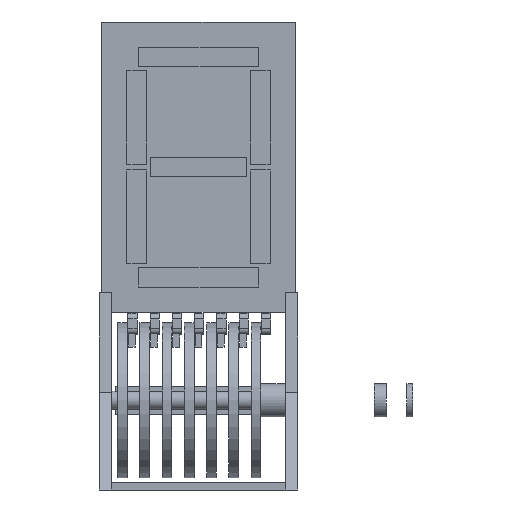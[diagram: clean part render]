
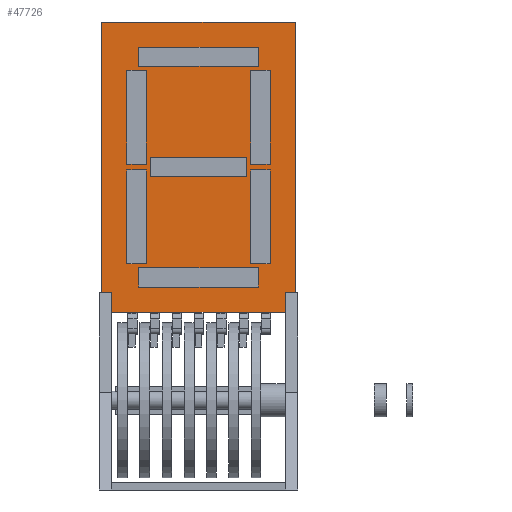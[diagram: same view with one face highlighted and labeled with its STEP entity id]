
A CAD part, front view. The second image highlights one B-rep face of the part: STEP entity #47726.
In plain terms, the highlighted planar face has unit normal (0, -1, 0).
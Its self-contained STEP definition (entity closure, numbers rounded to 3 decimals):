
#5071=FACE_BOUND('',#8052,.T.);
#5072=FACE_BOUND('',#8053,.T.);
#5073=FACE_BOUND('',#8054,.T.);
#5074=FACE_BOUND('',#8055,.T.);
#5075=FACE_BOUND('',#8056,.T.);
#5076=FACE_BOUND('',#8057,.T.);
#5077=FACE_BOUND('',#8058,.T.);
#5336=FACE_OUTER_BOUND('',#8051,.T.);
#8051=EDGE_LOOP('',(#32051,#32052,#32053,#32054));
#8052=EDGE_LOOP('',(#32055,#32056,#32057,#32058));
#8053=EDGE_LOOP('',(#32059,#32060,#32061,#32062));
#8054=EDGE_LOOP('',(#32063,#32064,#32065,#32066));
#8055=EDGE_LOOP('',(#32067,#32068,#32069,#32070));
#8056=EDGE_LOOP('',(#32071,#32072,#32073,#32074));
#8057=EDGE_LOOP('',(#32075,#32076,#32077,#32078));
#8058=EDGE_LOOP('',(#32079,#32080,#32081,#32082));
#10925=LINE('',#60994,#15151);
#10929=LINE('',#61002,#15155);
#10932=LINE('',#61008,#15158);
#10935=LINE('',#61015,#15161);
#10939=LINE('',#61023,#15165);
#10942=LINE('',#61029,#15168);
#10945=LINE('',#61036,#15171);
#10949=LINE('',#61045,#15175);
#10953=LINE('',#61052,#15179);
#10960=LINE('',#61067,#15186);
#10964=LINE('',#61076,#15190);
#10968=LINE('',#61083,#15194);
#10975=LINE('',#61098,#15201);
#10979=LINE('',#61106,#15205);
#10982=LINE('',#61112,#15208);
#10985=LINE('',#61119,#15211);
#10989=LINE('',#61127,#15215);
#10992=LINE('',#61133,#15218);
#10995=LINE('',#61140,#15221);
#10999=LINE('',#61149,#15225);
#11003=LINE('',#61156,#15229);
#11021=LINE('',#61190,#15247);
#11033=LINE('',#61213,#15259);
#11044=LINE('',#61234,#15270);
#11053=LINE('',#61251,#15279);
#11064=LINE('',#61272,#15290);
#11073=LINE('',#61289,#15299);
#11083=LINE('',#61307,#15309);
#11101=LINE('',#61341,#15327);
#11102=LINE('',#61343,#15328);
#11103=LINE('',#61345,#15329);
#11104=LINE('',#61346,#15330);
#15151=VECTOR('',#52714,10.);
#15155=VECTOR('',#52720,10.);
#15158=VECTOR('',#52725,10.);
#15161=VECTOR('',#52730,10.);
#15165=VECTOR('',#52736,10.);
#15168=VECTOR('',#52741,10.);
#15171=VECTOR('',#52746,10.);
#15175=VECTOR('',#52752,10.);
#15179=VECTOR('',#52758,10.);
#15186=VECTOR('',#52769,10.);
#15190=VECTOR('',#52775,10.);
#15194=VECTOR('',#52781,10.);
#15201=VECTOR('',#52792,10.);
#15205=VECTOR('',#52798,10.);
#15208=VECTOR('',#52803,10.);
#15211=VECTOR('',#52808,10.);
#15215=VECTOR('',#52814,10.);
#15218=VECTOR('',#52819,10.);
#15221=VECTOR('',#52824,10.);
#15225=VECTOR('',#52830,10.);
#15229=VECTOR('',#52836,10.);
#15247=VECTOR('',#52862,10.);
#15259=VECTOR('',#52882,10.);
#15270=VECTOR('',#52899,10.);
#15279=VECTOR('',#52914,10.);
#15290=VECTOR('',#52931,10.);
#15299=VECTOR('',#52946,10.);
#15309=VECTOR('',#52962,10.);
#15327=VECTOR('',#53000,10.);
#15328=VECTOR('',#53001,10.);
#15329=VECTOR('',#53002,10.);
#15330=VECTOR('',#53003,10.);
#19377=VERTEX_POINT('',#60992);
#19378=VERTEX_POINT('',#60993);
#19381=VERTEX_POINT('',#61001);
#19383=VERTEX_POINT('',#61007);
#19385=VERTEX_POINT('',#61013);
#19386=VERTEX_POINT('',#61014);
#19389=VERTEX_POINT('',#61022);
#19391=VERTEX_POINT('',#61028);
#19393=VERTEX_POINT('',#61034);
#19394=VERTEX_POINT('',#61035);
#19397=VERTEX_POINT('',#61043);
#19398=VERTEX_POINT('',#61044);
#19405=VERTEX_POINT('',#61065);
#19406=VERTEX_POINT('',#61066);
#19409=VERTEX_POINT('',#61074);
#19410=VERTEX_POINT('',#61075);
#19417=VERTEX_POINT('',#61096);
#19418=VERTEX_POINT('',#61097);
#19421=VERTEX_POINT('',#61105);
#19423=VERTEX_POINT('',#61111);
#19425=VERTEX_POINT('',#61117);
#19426=VERTEX_POINT('',#61118);
#19429=VERTEX_POINT('',#61126);
#19431=VERTEX_POINT('',#61132);
#19433=VERTEX_POINT('',#61138);
#19434=VERTEX_POINT('',#61139);
#19437=VERTEX_POINT('',#61147);
#19438=VERTEX_POINT('',#61148);
#19493=VERTEX_POINT('',#61339);
#19494=VERTEX_POINT('',#61340);
#19495=VERTEX_POINT('',#61342);
#19496=VERTEX_POINT('',#61344);
#24292=EDGE_CURVE('',#19377,#19378,#10925,.T.);
#24296=EDGE_CURVE('',#19378,#19381,#10929,.T.);
#24299=EDGE_CURVE('',#19381,#19383,#10932,.T.);
#24302=EDGE_CURVE('',#19385,#19386,#10935,.T.);
#24306=EDGE_CURVE('',#19386,#19389,#10939,.T.);
#24309=EDGE_CURVE('',#19389,#19391,#10942,.T.);
#24312=EDGE_CURVE('',#19393,#19394,#10945,.T.);
#24316=EDGE_CURVE('',#19397,#19398,#10949,.T.);
#24320=EDGE_CURVE('',#19398,#19393,#10953,.T.);
#24327=EDGE_CURVE('',#19405,#19406,#10960,.T.);
#24331=EDGE_CURVE('',#19409,#19410,#10964,.T.);
#24335=EDGE_CURVE('',#19410,#19405,#10968,.T.);
#24342=EDGE_CURVE('',#19417,#19418,#10975,.T.);
#24346=EDGE_CURVE('',#19418,#19421,#10979,.T.);
#24349=EDGE_CURVE('',#19421,#19423,#10982,.T.);
#24352=EDGE_CURVE('',#19425,#19426,#10985,.T.);
#24356=EDGE_CURVE('',#19426,#19429,#10989,.T.);
#24359=EDGE_CURVE('',#19429,#19431,#10992,.T.);
#24362=EDGE_CURVE('',#19433,#19434,#10995,.T.);
#24366=EDGE_CURVE('',#19437,#19438,#10999,.T.);
#24370=EDGE_CURVE('',#19438,#19433,#11003,.T.);
#24388=EDGE_CURVE('',#19383,#19377,#11021,.T.);
#24400=EDGE_CURVE('',#19434,#19437,#11033,.T.);
#24411=EDGE_CURVE('',#19423,#19417,#11044,.T.);
#24420=EDGE_CURVE('',#19394,#19397,#11053,.T.);
#24431=EDGE_CURVE('',#19391,#19385,#11064,.T.);
#24440=EDGE_CURVE('',#19406,#19409,#11073,.T.);
#24450=EDGE_CURVE('',#19431,#19425,#11083,.T.);
#24468=EDGE_CURVE('',#19493,#19494,#11101,.T.);
#24469=EDGE_CURVE('',#19494,#19495,#11102,.T.);
#24470=EDGE_CURVE('',#19495,#19496,#11103,.T.);
#24471=EDGE_CURVE('',#19496,#19493,#11104,.T.);
#32051=ORIENTED_EDGE('',*,*,#24468,.T.);
#32052=ORIENTED_EDGE('',*,*,#24469,.T.);
#32053=ORIENTED_EDGE('',*,*,#24470,.T.);
#32054=ORIENTED_EDGE('',*,*,#24471,.T.);
#32055=ORIENTED_EDGE('',*,*,#24296,.T.);
#32056=ORIENTED_EDGE('',*,*,#24299,.T.);
#32057=ORIENTED_EDGE('',*,*,#24388,.T.);
#32058=ORIENTED_EDGE('',*,*,#24292,.T.);
#32059=ORIENTED_EDGE('',*,*,#24306,.T.);
#32060=ORIENTED_EDGE('',*,*,#24309,.T.);
#32061=ORIENTED_EDGE('',*,*,#24431,.T.);
#32062=ORIENTED_EDGE('',*,*,#24302,.T.);
#32063=ORIENTED_EDGE('',*,*,#24316,.T.);
#32064=ORIENTED_EDGE('',*,*,#24320,.T.);
#32065=ORIENTED_EDGE('',*,*,#24312,.T.);
#32066=ORIENTED_EDGE('',*,*,#24420,.T.);
#32067=ORIENTED_EDGE('',*,*,#24331,.T.);
#32068=ORIENTED_EDGE('',*,*,#24335,.T.);
#32069=ORIENTED_EDGE('',*,*,#24327,.T.);
#32070=ORIENTED_EDGE('',*,*,#24440,.T.);
#32071=ORIENTED_EDGE('',*,*,#24346,.T.);
#32072=ORIENTED_EDGE('',*,*,#24349,.T.);
#32073=ORIENTED_EDGE('',*,*,#24411,.T.);
#32074=ORIENTED_EDGE('',*,*,#24342,.T.);
#32075=ORIENTED_EDGE('',*,*,#24356,.T.);
#32076=ORIENTED_EDGE('',*,*,#24359,.T.);
#32077=ORIENTED_EDGE('',*,*,#24450,.T.);
#32078=ORIENTED_EDGE('',*,*,#24352,.T.);
#32079=ORIENTED_EDGE('',*,*,#24366,.T.);
#32080=ORIENTED_EDGE('',*,*,#24370,.T.);
#32081=ORIENTED_EDGE('',*,*,#24362,.T.);
#32082=ORIENTED_EDGE('',*,*,#24400,.T.);
#46633=PLANE('',#50732);
#47726=ADVANCED_FACE('',(#5336,#5071,#5072,#5073,#5074,#5075,#5076,#5077),
#46633,.F.);
#50732=AXIS2_PLACEMENT_3D('',#61338,#52998,#52999);
#52714=DIRECTION('',(0.,0.,-1.));
#52720=DIRECTION('',(-1.,0.,0.));
#52725=DIRECTION('',(0.,0.,1.));
#52730=DIRECTION('',(0.,0.,-1.));
#52736=DIRECTION('',(-1.,0.,0.));
#52741=DIRECTION('',(0.,0.,1.));
#52746=DIRECTION('',(1.,0.,0.));
#52752=DIRECTION('',(-1.,0.,0.));
#52758=DIRECTION('',(0.,0.,1.));
#52769=DIRECTION('',(-1.,0.,0.));
#52775=DIRECTION('',(1.,0.,0.));
#52781=DIRECTION('',(0.,0.,-1.));
#52792=DIRECTION('',(-1.,0.,0.));
#52798=DIRECTION('',(0.,0.,1.));
#52803=DIRECTION('',(1.,0.,0.));
#52808=DIRECTION('',(1.,0.,0.));
#52814=DIRECTION('',(0.,0.,-1.));
#52819=DIRECTION('',(-1.,0.,0.));
#52824=DIRECTION('',(0.,0.,-1.));
#52830=DIRECTION('',(0.,0.,1.));
#52836=DIRECTION('',(1.,0.,0.));
#52862=DIRECTION('',(1.,0.,0.));
#52882=DIRECTION('',(-1.,0.,0.));
#52899=DIRECTION('',(0.,0.,-1.));
#52914=DIRECTION('',(0.,0.,-1.));
#52931=DIRECTION('',(1.,0.,0.));
#52946=DIRECTION('',(0.,0.,1.));
#52962=DIRECTION('',(0.,0.,1.));
#52998=DIRECTION('center_axis',(0.,1.,0.));
#52999=DIRECTION('ref_axis',(0.,0.,1.));
#53000=DIRECTION('',(-1.,0.,0.));
#53001=DIRECTION('',(0.,0.,-1.));
#53002=DIRECTION('',(1.,0.,0.));
#53003=DIRECTION('',(0.,0.,1.));
#60992=CARTESIAN_POINT('',(75.,0.,80.));
#60993=CARTESIAN_POINT('',(75.,0.,70.));
#60994=CARTESIAN_POINT('',(75.,0.,72.5));
#61001=CARTESIAN_POINT('',(25.,0.,70.));
#61002=CARTESIAN_POINT('',(37.5,0.,70.));
#61007=CARTESIAN_POINT('',(25.,0.,80.));
#61008=CARTESIAN_POINT('',(25.,0.,77.5));
#61013=CARTESIAN_POINT('',(81.,0.,23.));
#61014=CARTESIAN_POINT('',(81.,0.,13.));
#61015=CARTESIAN_POINT('',(81.,0.,44.));
#61022=CARTESIAN_POINT('',(19.,0.,13.));
#61023=CARTESIAN_POINT('',(34.5,0.,13.));
#61028=CARTESIAN_POINT('',(19.,0.,23.));
#61029=CARTESIAN_POINT('',(19.,0.,49.));
#61034=CARTESIAN_POINT('',(13.,0.,73.5));
#61035=CARTESIAN_POINT('',(23.,0.,73.5));
#61036=CARTESIAN_POINT('',(36.5,0.,73.5));
#61043=CARTESIAN_POINT('',(23.,0.,25.));
#61044=CARTESIAN_POINT('',(13.,0.,25.));
#61045=CARTESIAN_POINT('',(31.5,0.,25.));
#61052=CARTESIAN_POINT('',(13.,0.,74.25));
#61065=CARTESIAN_POINT('',(87.,0.,25.));
#61066=CARTESIAN_POINT('',(77.,0.,25.));
#61067=CARTESIAN_POINT('',(63.5,0.,25.));
#61074=CARTESIAN_POINT('',(77.,0.,73.5));
#61075=CARTESIAN_POINT('',(87.,0.,73.5));
#61076=CARTESIAN_POINT('',(68.5,0.,73.5));
#61083=CARTESIAN_POINT('',(87.,0.,50.));
#61096=CARTESIAN_POINT('',(23.,0.,76.5));
#61097=CARTESIAN_POINT('',(13.,0.,76.5));
#61098=CARTESIAN_POINT('',(31.5,0.,76.5));
#61105=CARTESIAN_POINT('',(13.,0.,125.));
#61106=CARTESIAN_POINT('',(13.,0.,100.));
#61111=CARTESIAN_POINT('',(23.,0.,125.));
#61112=CARTESIAN_POINT('',(36.5,0.,125.));
#61117=CARTESIAN_POINT('',(77.,0.,125.));
#61118=CARTESIAN_POINT('',(87.,0.,125.));
#61119=CARTESIAN_POINT('',(68.5,0.,125.));
#61126=CARTESIAN_POINT('',(87.,0.,76.5));
#61127=CARTESIAN_POINT('',(87.,0.,75.75));
#61132=CARTESIAN_POINT('',(77.,0.,76.5));
#61133=CARTESIAN_POINT('',(63.5,0.,76.5));
#61138=CARTESIAN_POINT('',(81.,0.,137.));
#61139=CARTESIAN_POINT('',(81.,0.,127.));
#61140=CARTESIAN_POINT('',(81.,0.,101.));
#61147=CARTESIAN_POINT('',(19.,0.,127.));
#61148=CARTESIAN_POINT('',(19.,0.,137.));
#61149=CARTESIAN_POINT('',(19.,0.,106.));
#61156=CARTESIAN_POINT('',(65.5,0.,137.));
#61190=CARTESIAN_POINT('',(62.5,0.,80.));
#61213=CARTESIAN_POINT('',(34.5,0.,127.));
#61234=CARTESIAN_POINT('',(23.,0.,75.75));
#61251=CARTESIAN_POINT('',(23.,0.,50.));
#61272=CARTESIAN_POINT('',(65.5,0.,23.));
#61289=CARTESIAN_POINT('',(77.,0.,74.25));
#61307=CARTESIAN_POINT('',(77.,0.,100.));
#61338=CARTESIAN_POINT('Origin',(50.,0.,75.));
#61339=CARTESIAN_POINT('',(100.,0.,150.));
#61340=CARTESIAN_POINT('',(0.,0.,150.));
#61341=CARTESIAN_POINT('',(50.,0.,150.));
#61342=CARTESIAN_POINT('',(0.,0.,0.));
#61343=CARTESIAN_POINT('',(0.,0.,75.));
#61344=CARTESIAN_POINT('',(100.,0.,0.));
#61345=CARTESIAN_POINT('',(50.,0.,0.));
#61346=CARTESIAN_POINT('',(100.,0.,75.));
